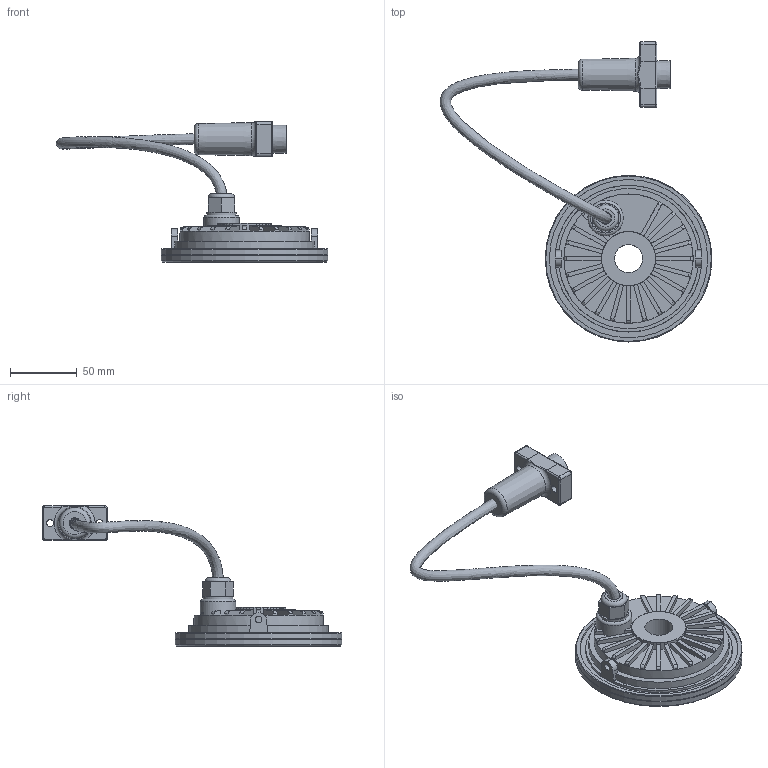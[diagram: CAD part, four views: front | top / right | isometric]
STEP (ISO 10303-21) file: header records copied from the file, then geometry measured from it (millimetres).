
FILE_DESCRIPTION(/* description */ (''),/* implementation_level */ '2;1');
FILE_NAME(/* name */ '50718_Profilux_Led 320_überprüft_mit stecker.stp',/* time_stamp */ '2014-09-25T10:21:32+02:00',/* author */ ('guzb562'),/* organization */ (''),/* preprocessor_version */ 'ST-DEVELOPER v15.2',/* originating_system */ 'Autodesk Inventor 2014',/* authorisation */ '');
FILE_SCHEMA (('AUTOMOTIVE_DESIGN { 1 0 10303 214 3 1 1 }'));
Length unit declared in the file: millimetre
Products named in the file (5): 50718_Profilux_Led 320; stecker female; 50718_Profilux_Led 320.Kabelbaum1
Bounding box: 203.82 x 224.83 x 105.27 mm (x, y, z)
Volume: 207566.3 mm3; surface area: 67189.3 mm2
Topology: 2 solids, 3 shells, 695 faces, 1701 edges, 1072 vertices
Faces by surface type: plane 470, cylinder 103, bspline 97, torus 13, cone 12
Full cylindrical faces by diameter (mm): 5 x2, 5.216 x2, 9.279 x1, 9.308 x6, 10 x9, 21.045 x1, 22 x3, 22.495 x1, 24.652 x1, 26.495 x1, 85.827 x1, 90.038 x1, 92.753 x1, 109.993 x1, 118.695 x1, 125.01 x2
Entity records: 24150 total; most frequent: CARTESIAN_POINT 7596, ORIENTED_EDGE 3278, DIRECTION 3070, EDGE_CURVE 1640, LINE 1072, VECTOR 1072, VERTEX_POINT 1068, AXIS2_PLACEMENT_3D 999
